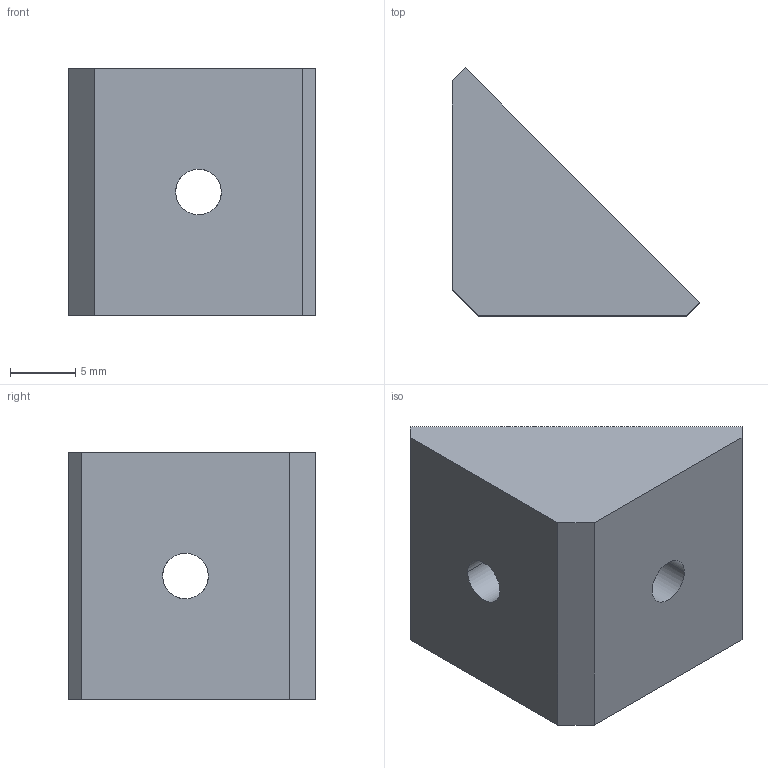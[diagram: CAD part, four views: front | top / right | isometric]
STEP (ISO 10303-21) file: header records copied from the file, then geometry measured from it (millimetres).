
FILE_DESCRIPTION(/* description */ (''),/* implementation_level */ '2;1');
FILE_NAME(/* name */ 'CORNER~2',/* time_stamp */ '2020-06-24T11:39:40+02:00',/* author */ (''),/* organization */ (''),/* preprocessor_version */ 'ST-DEVELOPER v16.5',/* originating_system */ '',/* authorisation */ '');
FILE_SCHEMA (('AUTOMOTIVE_DESIGN'));
Length unit declared in the file: millimetre
Products named in the file (1): Document
Bounding box: 19 x 19 x 19 mm (x, y, z)
Volume: 2392.3 mm3; surface area: 1921.3 mm2
Topology: 1 solids, 1 shells, 16 faces, 39 edges, 26 vertices
Faces by surface type: bspline 16
Entity records: 1040 total; most frequent: CARTESIAN_POINT 510, B_SPLINE_CURVE_WITH_KNOTS 97, ORIENTED_EDGE 78, PCURVE 78, DEFINITIONAL_REPRESENTATION 78, SURFACE_CURVE 39, EDGE_CURVE 39, VERTEX_POINT 26
